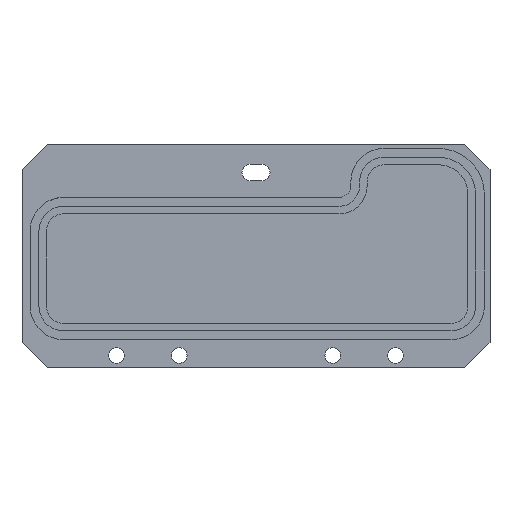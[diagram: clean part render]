
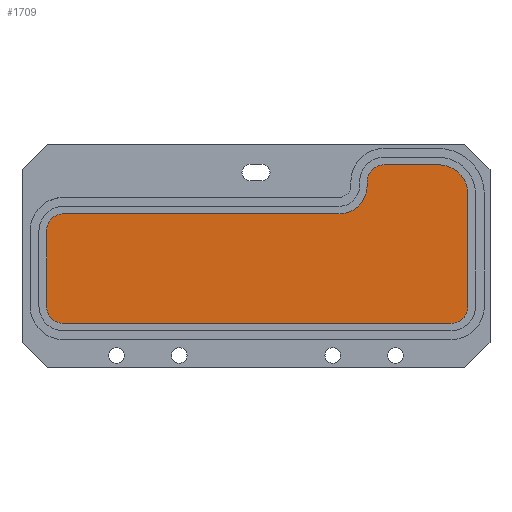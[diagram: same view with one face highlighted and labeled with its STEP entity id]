
A CAD part, top view. The second image highlights one B-rep face of the part: STEP entity #1709.
In plain terms, the highlighted planar face has unit normal (0, 0, 1).
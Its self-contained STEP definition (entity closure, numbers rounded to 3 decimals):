
#9 = EDGE_CURVE ( 'NONE', #1154, #2058, #1633, .T. ) ;
#22 = DIRECTION ( 'NONE',  ( 0., 0., 1. ) ) ;
#50 = AXIS2_PLACEMENT_3D ( 'NONE', #294, #22, #453 ) ;
#66 = VERTEX_POINT ( 'NONE', #173 ) ;
#107 = EDGE_CURVE ( 'NONE', #66, #1314, #1768, .T. ) ;
#121 = DIRECTION ( 'NONE',  ( 1., 0., 0. ) ) ;
#136 = AXIS2_PLACEMENT_3D ( 'NONE', #325, #334, #827 ) ;
#172 = CARTESIAN_POINT ( 'NONE',  ( 65.75, -15., 22. ) ) ;
#173 = CARTESIAN_POINT ( 'NONE',  ( 32.45, 41.25, 22. ) ) ;
#200 = CARTESIAN_POINT ( 'NONE',  ( 32.45, 34.5, 22. ) ) ;
#230 = ORIENTED_EDGE ( 'NONE', *, *, #880, .T. ) ;
#281 = LINE ( 'NONE', #763, #521 ) ;
#294 = CARTESIAN_POINT ( 'NONE',  ( 54., 29.5, 22. ) ) ;
#295 = CARTESIAN_POINT ( 'NONE',  ( 59., -21.75, 22. ) ) ;
#325 = CARTESIAN_POINT ( 'NONE',  ( -95., 15., 22. ) ) ;
#331 = ORIENTED_EDGE ( 'NONE', *, *, #2020, .T. ) ;
#334 = DIRECTION ( 'NONE',  ( 0., 0., 1. ) ) ;
#357 = CARTESIAN_POINT ( 'NONE',  ( 65.75, -15., 22. ) ) ;
#379 = DIRECTION ( 'NONE',  ( 1., 0., 0. ) ) ;
#387 = FACE_OUTER_BOUND ( 'NONE', #919, .T. ) ;
#389 = CARTESIAN_POINT ( 'NONE',  ( -95., -15., 22. ) ) ;
#397 = AXIS2_PLACEMENT_3D ( 'NONE', #200, #1484, #121 ) ;
#401 = ORIENTED_EDGE ( 'NONE', *, *, #1265, .T. ) ;
#411 = LINE ( 'NONE', #1054, #1178 ) ;
#436 = AXIS2_PLACEMENT_3D ( 'NONE', #389, #1031, #1903 ) ;
#448 = DIRECTION ( 'NONE',  ( 1., 0., 0. ) ) ;
#453 = DIRECTION ( 'NONE',  ( 1., 0., 0. ) ) ;
#470 = ORIENTED_EDGE ( 'NONE', *, *, #487, .T. ) ;
#480 = CIRCLE ( 'NONE', #436, 6.75 ) ;
#487 = EDGE_CURVE ( 'NONE', #1946, #1236, #1126, .T. ) ;
#495 = AXIS2_PLACEMENT_3D ( 'NONE', #915, #2031, #448 ) ;
#521 = VECTOR ( 'NONE', #1063, 1000. ) ;
#526 = CARTESIAN_POINT ( 'NONE',  ( -95., -21.75, 22. ) ) ;
#537 = PLANE ( 'NONE',  #797 ) ;
#573 = CARTESIAN_POINT ( 'NONE',  ( 25.7, 34.5, 22. ) ) ;
#641 = DIRECTION ( 'NONE',  ( -1., 0., 0. ) ) ;
#685 = ORIENTED_EDGE ( 'NONE', *, *, #1162, .T. ) ;
#722 = DIRECTION ( 'NONE',  ( 0., -1., 0. ) ) ;
#733 = EDGE_CURVE ( 'NONE', #2058, #1663, #281, .T. ) ;
#763 = CARTESIAN_POINT ( 'NONE',  ( -101.75, 15., 22. ) ) ;
#797 = AXIS2_PLACEMENT_3D ( 'NONE', #1677, #1657, #379 ) ;
#806 = VECTOR ( 'NONE', #1921, 1000. ) ;
#827 = DIRECTION ( 'NONE',  ( 1., 0., 0. ) ) ;
#860 = CARTESIAN_POINT ( 'NONE',  ( 54., 41.25, 22. ) ) ;
#863 = CARTESIAN_POINT ( 'NONE',  ( 25.7, 33., 22. ) ) ;
#864 = VECTOR ( 'NONE', #1592, 1000. ) ;
#880 = EDGE_CURVE ( 'NONE', #1236, #1829, #1431, .T. ) ;
#899 = CARTESIAN_POINT ( 'NONE',  ( -101.75, -15., 22. ) ) ;
#915 = CARTESIAN_POINT ( 'NONE',  ( 59., -15., 22. ) ) ;
#919 = EDGE_LOOP ( 'NONE', ( #401, #331, #1632, #1568, #2048, #1544, #470, #230, #685, #1503, #1625, #1896 ) ) ;
#939 = VERTEX_POINT ( 'NONE', #1152 ) ;
#946 = CIRCLE ( 'NONE', #50, 11.75 ) ;
#955 = CIRCLE ( 'NONE', #1812, 11.25 ) ;
#1031 = DIRECTION ( 'NONE',  ( 0., 0., 1. ) ) ;
#1054 = CARTESIAN_POINT ( 'NONE',  ( -95., -21.75, 22. ) ) ;
#1063 = DIRECTION ( 'NONE',  ( 0., -1., 0. ) ) ;
#1093 = CARTESIAN_POINT ( 'NONE',  ( 14.45, 21.75, 22. ) ) ;
#1126 = CIRCLE ( 'NONE', #495, 6.75 ) ;
#1152 = CARTESIAN_POINT ( 'NONE',  ( 14.45, 21.75, 22. ) ) ;
#1154 = VERTEX_POINT ( 'NONE', #1591 ) ;
#1162 = EDGE_CURVE ( 'NONE', #1829, #1712, #946, .T. ) ;
#1178 = VECTOR ( 'NONE', #1974, 1000. ) ;
#1194 = LINE ( 'NONE', #573, #1743 ) ;
#1236 = VERTEX_POINT ( 'NONE', #357 ) ;
#1242 = VERTEX_POINT ( 'NONE', #526 ) ;
#1265 = EDGE_CURVE ( 'NONE', #1487, #939, #955, .T. ) ;
#1270 = LINE ( 'NONE', #1093, #864 ) ;
#1314 = VERTEX_POINT ( 'NONE', #1932 ) ;
#1390 = DIRECTION ( 'NONE',  ( 0., 0., -1. ) ) ;
#1416 = CARTESIAN_POINT ( 'NONE',  ( 54., 41.25, 22. ) ) ;
#1431 = LINE ( 'NONE', #172, #806 ) ;
#1448 = DIRECTION ( 'NONE',  ( 1., 0., 0. ) ) ;
#1449 = EDGE_CURVE ( 'NONE', #1242, #1946, #411, .T. ) ;
#1477 = CARTESIAN_POINT ( 'NONE',  ( 65.75, 29.5, 22. ) ) ;
#1484 = DIRECTION ( 'NONE',  ( 0., 0., 1. ) ) ;
#1487 = VERTEX_POINT ( 'NONE', #863 ) ;
#1503 = ORIENTED_EDGE ( 'NONE', *, *, #1985, .T. ) ;
#1544 = ORIENTED_EDGE ( 'NONE', *, *, #1449, .T. ) ;
#1553 = CARTESIAN_POINT ( 'NONE',  ( -101.75, 15., 22. ) ) ;
#1568 = ORIENTED_EDGE ( 'NONE', *, *, #733, .T. ) ;
#1591 = CARTESIAN_POINT ( 'NONE',  ( -95., 21.75, 22. ) ) ;
#1592 = DIRECTION ( 'NONE',  ( -1., 0., 0. ) ) ;
#1625 = ORIENTED_EDGE ( 'NONE', *, *, #107, .T. ) ;
#1632 = ORIENTED_EDGE ( 'NONE', *, *, #9, .T. ) ;
#1633 = CIRCLE ( 'NONE', #136, 6.75 ) ;
#1657 = DIRECTION ( 'NONE',  ( 0., 0., 1. ) ) ;
#1663 = VERTEX_POINT ( 'NONE', #899 ) ;
#1677 = CARTESIAN_POINT ( 'NONE',  ( 14.45, 33., 22. ) ) ;
#1709 = ADVANCED_FACE ( 'NONE', ( #387 ), #537, .T. ) ;
#1712 = VERTEX_POINT ( 'NONE', #860 ) ;
#1743 = VECTOR ( 'NONE', #722, 1000. ) ;
#1768 = CIRCLE ( 'NONE', #397, 6.75 ) ;
#1812 = AXIS2_PLACEMENT_3D ( 'NONE', #1924, #1390, #1448 ) ;
#1829 = VERTEX_POINT ( 'NONE', #1477 ) ;
#1862 = EDGE_CURVE ( 'NONE', #1314, #1487, #1194, .T. ) ;
#1896 = ORIENTED_EDGE ( 'NONE', *, *, #1862, .T. ) ;
#1903 = DIRECTION ( 'NONE',  ( 1., 0., 0. ) ) ;
#1911 = VECTOR ( 'NONE', #641, 1000. ) ;
#1921 = DIRECTION ( 'NONE',  ( 0., 1., 0. ) ) ;
#1924 = CARTESIAN_POINT ( 'NONE',  ( 14.45, 33., 22. ) ) ;
#1932 = CARTESIAN_POINT ( 'NONE',  ( 25.7, 34.5, 22. ) ) ;
#1942 = EDGE_CURVE ( 'NONE', #1663, #1242, #480, .T. ) ;
#1946 = VERTEX_POINT ( 'NONE', #295 ) ;
#1974 = DIRECTION ( 'NONE',  ( 1., 0., 0. ) ) ;
#1985 = EDGE_CURVE ( 'NONE', #1712, #66, #2046, .T. ) ;
#2020 = EDGE_CURVE ( 'NONE', #939, #1154, #1270, .T. ) ;
#2031 = DIRECTION ( 'NONE',  ( 0., 0., 1. ) ) ;
#2046 = LINE ( 'NONE', #1416, #1911 ) ;
#2048 = ORIENTED_EDGE ( 'NONE', *, *, #1942, .T. ) ;
#2058 = VERTEX_POINT ( 'NONE', #1553 ) ;
